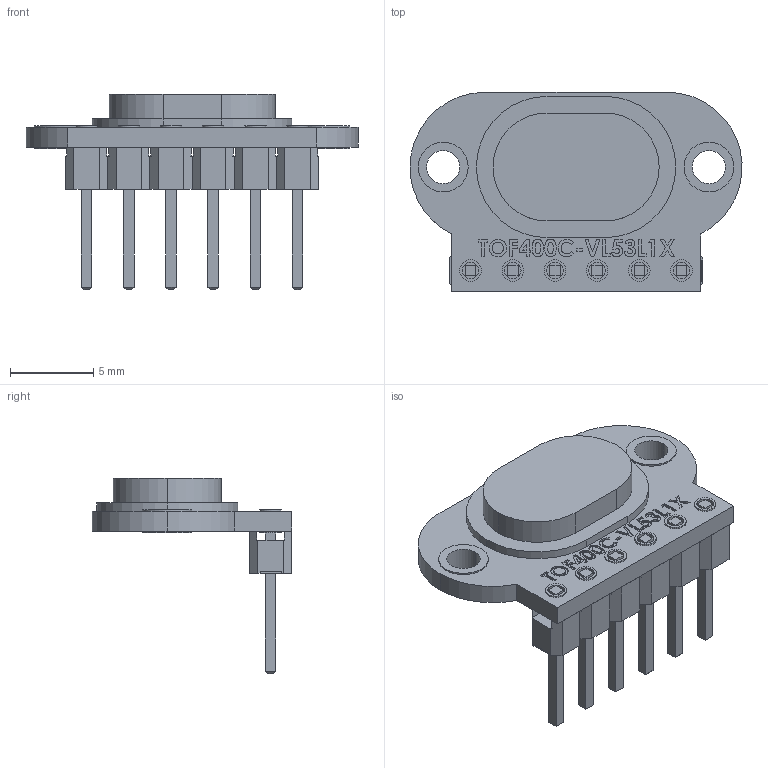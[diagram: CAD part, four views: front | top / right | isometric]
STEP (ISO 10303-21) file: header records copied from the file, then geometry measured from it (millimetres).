
FILE_DESCRIPTION (( 'STEP AP214' ), '1' );
FILE_NAME ('TOF400C (PLS-6).STEP', '2023-06-21T11:35:06', ( '' ), ( '' ), 'SwSTEP 2.0', 'SolidWorks 2021', '' );
FILE_SCHEMA (( 'AUTOMOTIVE_DESIGN' ));
Length unit declared in the file: millimetre
Products named in the file (1): TOF400C (PLS-6)
Bounding box: 19.99 x 12 x 11.8 mm (x, y, z)
Volume: 460.2 mm3; surface area: 894.6 mm2
Topology: 2 solids, 2 shells, 654 faces, 1695 edges, 1122 vertices
Faces by surface type: plane 465, bspline 132, cylinder 57
Entity records: 34144 total; most frequent: CARTESIAN_POINT 11716, ORIENTED_EDGE 3390, DIRECTION 2591, EDGE_CURVE 1695, LINE 1317, VECTOR 1317, VERTEX_POINT 1122, EDGE_LOOP 747
